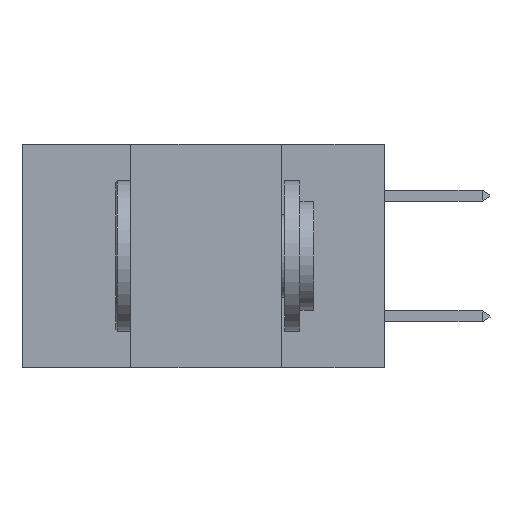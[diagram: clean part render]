
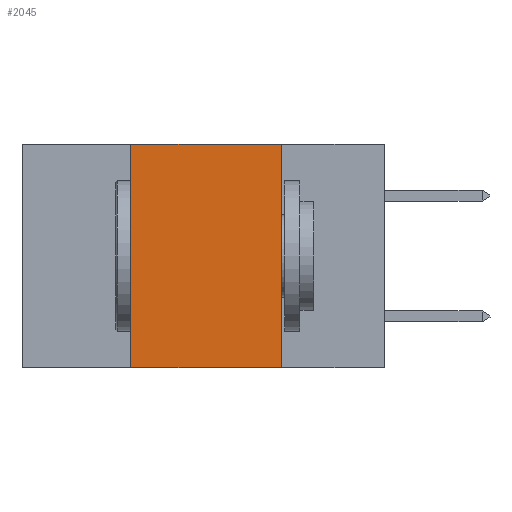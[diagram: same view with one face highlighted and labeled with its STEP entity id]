
A CAD part, left-side view. The second image highlights one B-rep face of the part: STEP entity #2045.
In plain terms, the highlighted planar face has unit normal (-1, 0, 0).
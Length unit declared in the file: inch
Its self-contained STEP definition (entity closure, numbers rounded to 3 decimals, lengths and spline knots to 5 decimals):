
#424 = LINE ( 'NONE', #16244, #919 ) ;
#742 = EDGE_LOOP ( 'NONE', ( #13560, #16556, #5853, #8978 ) ) ;
#873 = CARTESIAN_POINT ( 'NONE',  ( 0., 0.17, 0. ) ) ;
#919 = VECTOR ( 'NONE', #16291, 39.37008 ) ;
#1918 = CARTESIAN_POINT ( 'NONE',  ( 0., 0.6, -0.37 ) ) ;
#2045 = ADVANCED_FACE ( 'NONE', ( #8082 ), #12396, .F. ) ;
#2465 = EDGE_CURVE ( 'NONE', #18673, #3403, #13299, .T. ) ;
#3403 = VERTEX_POINT ( 'NONE', #15163 ) ;
#3444 = DIRECTION ( 'NONE',  ( 0., -1., 0. ) ) ;
#5077 = EDGE_CURVE ( 'NONE', #5718, #18673, #424, .T. ) ;
#5718 = VERTEX_POINT ( 'NONE', #13284 ) ;
#5853 = ORIENTED_EDGE ( 'NONE', *, *, #10177, .F. ) ;
#6296 = VECTOR ( 'NONE', #14516, 39.37008 ) ;
#6658 = DIRECTION ( 'NONE',  ( 0., 0., -1. ) ) ;
#8082 = FACE_OUTER_BOUND ( 'NONE', #742, .T. ) ;
#8879 = LINE ( 'NONE', #1918, #16187 ) ;
#8978 = ORIENTED_EDGE ( 'NONE', *, *, #12259, .T. ) ;
#9461 = CARTESIAN_POINT ( 'NONE',  ( 0., 0.17, 0. ) ) ;
#10081 = LINE ( 'NONE', #13025, #6296 ) ;
#10177 = EDGE_CURVE ( 'NONE', #12767, #5718, #10081, .T. ) ;
#12259 = EDGE_CURVE ( 'NONE', #12767, #3403, #8879, .T. ) ;
#12322 = DIRECTION ( 'NONE',  ( 0., 0., -1. ) ) ;
#12374 = DIRECTION ( 'NONE',  ( 1., 0., 0. ) ) ;
#12396 = PLANE ( 'NONE',  #17813 ) ;
#12564 = CARTESIAN_POINT ( 'NONE',  ( 0., 0.6, 0. ) ) ;
#12767 = VERTEX_POINT ( 'NONE', #16053 ) ;
#12841 = VECTOR ( 'NONE', #6658, 39.37008 ) ;
#13025 = CARTESIAN_POINT ( 'NONE',  ( 0., 0.42, 0. ) ) ;
#13284 = CARTESIAN_POINT ( 'NONE',  ( 0., 0.42, 0. ) ) ;
#13299 = LINE ( 'NONE', #9461, #12841 ) ;
#13560 = ORIENTED_EDGE ( 'NONE', *, *, #2465, .F. ) ;
#14516 = DIRECTION ( 'NONE',  ( 0., 0., 1. ) ) ;
#15163 = CARTESIAN_POINT ( 'NONE',  ( 0., 0.17, -0.37 ) ) ;
#16053 = CARTESIAN_POINT ( 'NONE',  ( 0., 0.42, -0.37 ) ) ;
#16187 = VECTOR ( 'NONE', #3444, 39.37008 ) ;
#16244 = CARTESIAN_POINT ( 'NONE',  ( 0., 0.6, 0. ) ) ;
#16291 = DIRECTION ( 'NONE',  ( 0., -1., 0. ) ) ;
#16556 = ORIENTED_EDGE ( 'NONE', *, *, #5077, .F. ) ;
#17813 = AXIS2_PLACEMENT_3D ( 'NONE', #12564, #12374, #12322 ) ;
#18673 = VERTEX_POINT ( 'NONE', #873 ) ;
